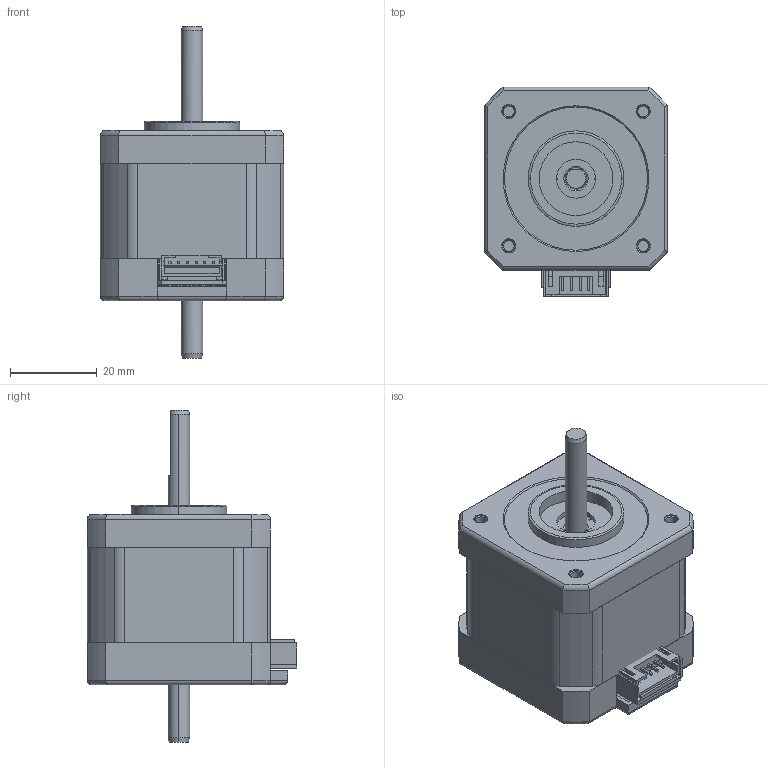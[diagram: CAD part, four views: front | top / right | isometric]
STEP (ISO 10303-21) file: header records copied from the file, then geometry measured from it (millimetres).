
FILE_DESCRIPTION((''),'2;1');
FILE_NAME('4611110027530_ASM','2024-04-17T15:28:15',('ms26442'),(''),'CREO PARAMETRIC BY PTC INC, 2018100','CREO PARAMETRIC BY PTC INC, 2018100','');
FILE_SCHEMA(('CONFIG_CONTROL_DESIGN'));
Products named in the file (23): 4713101000492; 4613102100932; 3698153000031; 3698153000053; 4718405003462; 4613104003663_ASM; 4613103006628_ASM; 4219121305417; 4613106100249_AF0; 4693220000375_AF0; 4613106100249_AF1; 4332101104164_AF0; 4613107110510_ASM; 4333201500016; 4331101000008; 4613108006977_ASM; 4219121305415; 4294440200012_AF0; 4294404001783; 4613153002418_ASM; 3219720000388; 3219720005029; 4611110027530_ASM
Assembly tree (27 placements, depth 5):
  4611110027530_ASM
    4613153002418_ASM
      4613103006628_ASM
        4713101000492
        4613104003663_ASM
          4613102100932
          3698153000031
          3698153000053
          4718405003462
      4219121305417
      4613108006977_ASM
        4613107110510_ASM
          4613106100249_AF0
          4693220000375_AF0
          4613106100249_AF1
          4332101104164_AF0
        4333201500016  x2
        4331101000008  x2
      4219121305415
      4294440200012_AF0
      4294404001783  x4
    3219720000388
    3219720005029
Bounding box: 42.2 x 48.35 x 76.5 mm (x, y, z)
Volume: 50205.1 mm3; surface area: 54132.3 mm2
Topology: 25 solids, 39 shells, 3941 faces, 11051 edges, 7284 vertices
Faces by surface type: plane 1961, cylinder 1810, cone 77, torus 56, extrusion 24, sphere 8, bspline 5
Entity records: 125413 total; most frequent: CARTESIAN_POINT 23203, DIRECTION 21961, ORIENTED_EDGE 21378, EDGE_CURVE 10707, AXIS2_PLACEMENT_3D 7651, VERTEX_POINT 7064, VECTOR 6659, LINE 6635
